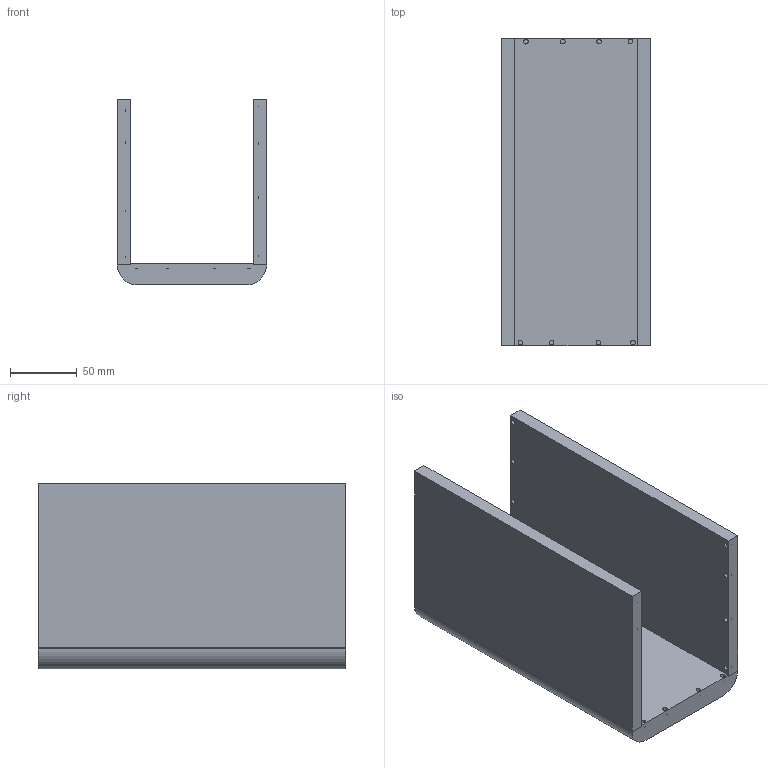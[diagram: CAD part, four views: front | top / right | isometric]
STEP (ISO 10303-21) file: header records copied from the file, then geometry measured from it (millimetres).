
FILE_DESCRIPTION(/* description */ (''),/* implementation_level */ '2;1');
FILE_NAME(/* name */ 'bottom_body.step',/* time_stamp */ '2025-08-04T22:54:57+05:30',/* author */ (''),/* organization */ (''),/* preprocessor_version */ 'ST-DEVELOPER v20.1',/* originating_system */ 'Autodesk Translation Framework v14.10.0.0',/* authorisation */ '');
FILE_SCHEMA (('AUTOMOTIVE_DESIGN { 1 0 10303 214 3 1 1 }'));
Length unit declared in the file: millimetre
Products named in the file (1): 2025-08-04-22-54-57-273
Bounding box: 111.66 x 230.13 x 138.94 mm (x, y, z)
Volume: 951987.5 mm3; surface area: 179219.2 mm2
Topology: 1 solids, 1 shells, 245 faces, 603 edges, 402 vertices
Faces by surface type: plane 163, bspline 56, cylinder 26
Full cylindrical faces by diameter (mm): 3.5 x23
Entity records: 7723 total; most frequent: CARTESIAN_POINT 2203, ORIENTED_EDGE 1206, DIRECTION 924, EDGE_CURVE 603, LINE 438, VECTOR 438, VERTEX_POINT 402, EDGE_LOOP 287
